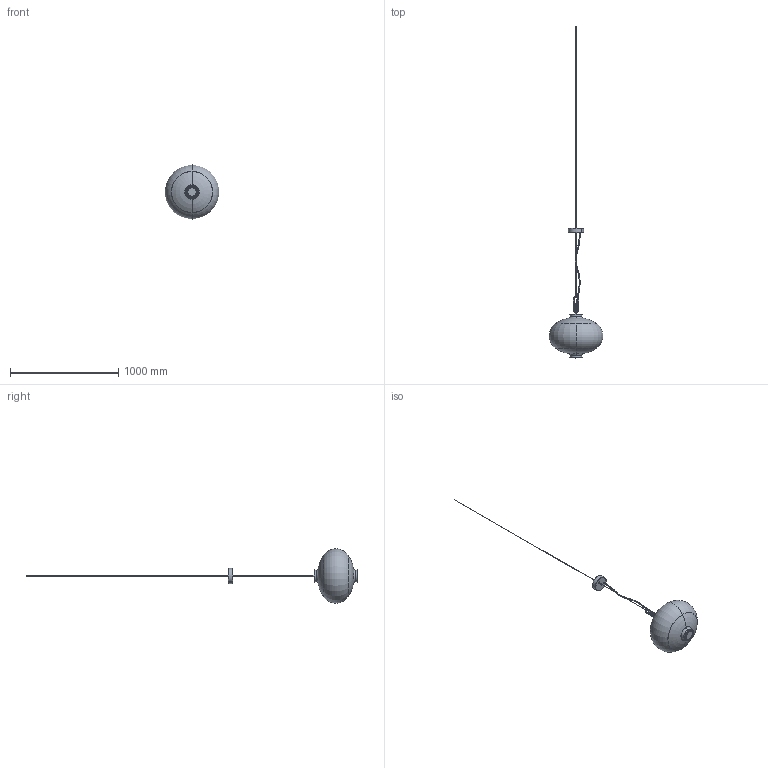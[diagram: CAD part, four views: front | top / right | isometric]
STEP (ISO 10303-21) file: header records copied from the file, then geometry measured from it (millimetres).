
FILE_DESCRIPTION (( 'STEP AP214' ), '1' );
FILE_NAME ('BAI MA MA.STEP', '2015-04-09T19:13:21', ( 'Josep Sancho' ), ( '' ), 'SwSTEP 2.0', 'SolidWorks 2010', '' );
FILE_SCHEMA (( 'AUTOMOTIVE_DESIGN' ));
Length unit declared in the file: millimetre
Products named in the file (30): 067601700000 - DIFUS CRISTAL DIAM.500X390; 080103800000 - CONJUNTO ESTRUCTURA DIFUSOR BAI MA MA; 059701100000 - VARILLA CHAPA 4,5X272MM 3MM ESP.; 026703600000 - DISCO DIAM.90MM EXT. DIAM.81MM INT. X 3MM ESP.; 026703700000 - DISCO DIAM.90X3MM; 067602300148 - DIFUS POLICARBONATO LED DIAM.80X268MM GLASEADO; 080103900000 - CONJUNTO TAPA SUPERIOR BAI; 056201500000 - TUBO DIAM.116X32MM; 026704100000 - DISCO DIAM.83,5X2MM ALUMINIO; 056201400000 - TUBO DIAM.116X33MM ROSC.HEMB.DIAM.86-200; 061900100000 - FUNDICIÓN A LA TIERRA CANCAMO 181,5MM MECANIZ. BAI; 026703900000 - DISCO DIAM.90X2MM DIAM.INT.36MM; 026704000143 - DISCO DIAM.80,5X2MM DIAM.INT.36MM PROTEGIDO; 021616800000 - TORNILLO DIN912 M4X20 INOX; 026601100000 - ROSQUETA M12-100 X15MM; 067602100140 - DIFUS PMMA DIAM.83X3MM HIELO 1 CARA MATE; 017600300000 - CABLE ACERO INOX DIAM.1,25 X 2,5M CON TOPE; 017801100000 - MANGUERA TEXTIL 5X0,75 PVC+PVC (varios colores, curvada); FLORON BAI BA BA - BAI MA MA; 060701100000 - REPULSADO DIAM.140X40 ESP.1MM; 054100500000 - TAPON GRAFILADO DIAM.12X10 T2; 013100400006 - PASACABLES PVC NEGRO DIAM.17X7MM T.INTERIOR 9MM; 022605900105 - ARAND SILICONA TRANSP. DIAM.106X1,5MM; 061700600000 - CILINDRO ROSCA MACHO DIAM.86-200 X29MM ALUMINIO; 061700700000 - CILINDRO CHAPA PERFORADA DIAM.84X34MM; 021623000102 - TORNILLO DIN7985 M3x8 6.8 ZINCADO; 021900400000 - ESPARRAGO DIN913 M4X4MM ACERO 12.9; 056800200000 - DISIPADOR PACK TERMICO DIAM.74 9,8KV.; 053700500148 - FIELTRO 33X275MM PVC GLASEADO; BAI MA MA
Assembly tree (38 placements, depth 3):
  BAI MA MA
    067601700000 - DIFUS CRISTAL DIAM.500X390
    080103800000 - CONJUNTO ESTRUCTURA DIFUSOR BAI MA MA
      059701100000 - VARILLA CHAPA 4,5X272MM 3MM ESP.  x4
      026703700000 - DISCO DIAM.90X3MM
      026703600000 - DISCO DIAM.90MM EXT. DIAM.81MM INT. X 3MM ESP.
    026703900000 - DISCO DIAM.90X2MM DIAM.INT.36MM
    053700500148 - FIELTRO 33X275MM PVC GLASEADO  x2
    061900100000 - FUNDICIÓN A LA TIERRA CANCAMO 181,5MM MECANIZ. BAI
    056800200000 - DISIPADOR PACK TERMICO DIAM.74 9,8KV.
    080103900000 - CONJUNTO TAPA SUPERIOR BAI
      026704100000 - DISCO DIAM.83,5X2MM ALUMINIO
      056201500000 - TUBO DIAM.116X32MM
    056201400000 - TUBO DIAM.116X33MM ROSC.HEMB.DIAM.86-200
    021900400000 - ESPARRAGO DIN913 M4X4MM ACERO 12.9
    022605900105 - ARAND SILICONA TRANSP. DIAM.106X1,5MM
    021623000102 - TORNILLO DIN7985 M3x8 6.8 ZINCADO  x3
    017801100000 - MANGUERA TEXTIL 5X0,75 PVC+PVC (varios colores, curvada)
    021616800000 - TORNILLO DIN912 M4X20 INOX  x3
    017600300000 - CABLE ACERO INOX DIAM.1,25 X 2,5M CON TOPE
    061700700000 - CILINDRO CHAPA PERFORADA DIAM.84X34MM  x2
    067602100140 - DIFUS PMMA DIAM.83X3MM HIELO 1 CARA MATE
    FLORON BAI BA BA - BAI MA MA
      054100500000 - TAPON GRAFILADO DIAM.12X10 T2
      060701100000 - REPULSADO DIAM.140X40 ESP.1MM
      013100400006 - PASACABLES PVC NEGRO DIAM.17X7MM T.INTERIOR 9MM
    067602300148 - DIFUS POLICARBONATO LED DIAM.80X268MM GLASEADO
    026601100000 - ROSQUETA M12-100 X15MM
    061700600000 - CILINDRO ROSCA MACHO DIAM.86-200 X29MM ALUMINIO
    026704000143 - DISCO DIAM.80,5X2MM DIAM.INT.36MM PROTEGIDO
Bounding box: 495.31 x 3065.48 x 498.95 mm (x, y, z)
Volume: 3455146.5 mm3; surface area: 1731196 mm2
Topology: 35 solids, 35 shells, 1953 faces, 5528 edges, 3615 vertices
Faces by surface type: bspline 1322, plane 240, cylinder 223, cone 114, torus 54
Entity records: 104236 total; most frequent: CARTESIAN_POINT 77456, ORIENTED_EDGE 6376, EDGE_CURVE 3188, DIRECTION 2784, B_SPLINE_CURVE_WITH_KNOTS 2076, VERTEX_POINT 2067, EDGE_LOOP 1913, ADVANCED_FACE 1167
